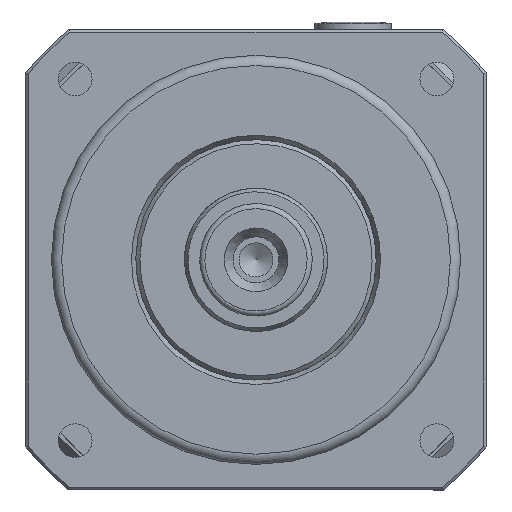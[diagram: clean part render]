
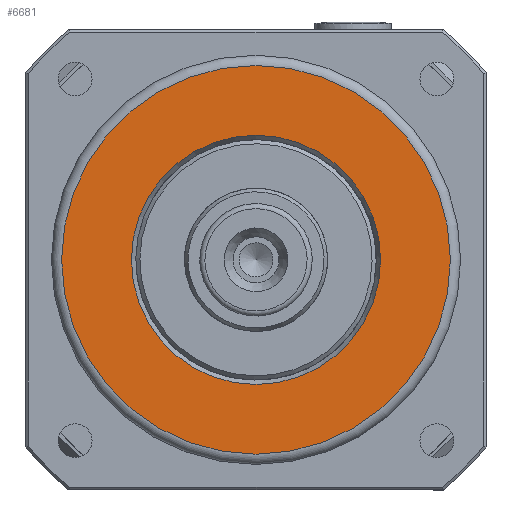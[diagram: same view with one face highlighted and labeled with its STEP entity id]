
A CAD part, left-side view. The second image highlights one B-rep face of the part: STEP entity #6681.
In plain terms, the highlighted planar face has unit normal (-1, 0, 0).
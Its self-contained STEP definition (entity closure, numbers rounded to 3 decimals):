
#1066=PLANE('',#7414);
#1287=FACE_BOUND('',#2245,.T.);
#1653=FACE_OUTER_BOUND('',#2244,.T.);
#2244=EDGE_LOOP('',(#5408));
#2245=EDGE_LOOP('',(#5409));
#2726=CIRCLE('',#7413,24.366);
#2727=CIRCLE('',#7415,38.);
#3246=VERTEX_POINT('',#11610);
#3247=VERTEX_POINT('',#11613);
#4009=EDGE_CURVE('',#3246,#3246,#2726,.T.);
#4010=EDGE_CURVE('',#3247,#3247,#2727,.T.);
#5408=ORIENTED_EDGE('',*,*,#4010,.F.);
#5409=ORIENTED_EDGE('',*,*,#4009,.F.);
#6681=ADVANCED_FACE('',(#1653,#1287),#1066,.F.);
#7413=AXIS2_PLACEMENT_3D('',#11611,#9000,#9001);
#7414=AXIS2_PLACEMENT_3D('',#11612,#9002,#9003);
#7415=AXIS2_PLACEMENT_3D('',#11614,#9004,#9005);
#9000=DIRECTION('center_axis',(-1.,0.,0.));
#9001=DIRECTION('ref_axis',(0.,0.,
-1.));
#9002=DIRECTION('center_axis',(1.,0.,0.));
#9003=DIRECTION('ref_axis',(0.,0.,-1.));
#9004=DIRECTION('center_axis',(1.,0.,0.));
#9005=DIRECTION('ref_axis',(0.,0.,
-1.));
#11610=CARTESIAN_POINT('',(-70.03,-32.393,35.216));
#11611=CARTESIAN_POINT('Origin',(-70.03,-32.393,10.85));
#11612=CARTESIAN_POINT('Origin',(-70.03,-32.393,10.85));
#11613=CARTESIAN_POINT('',(-70.03,-32.393,48.85));
#11614=CARTESIAN_POINT('Origin',(-70.03,-32.393,10.85));
